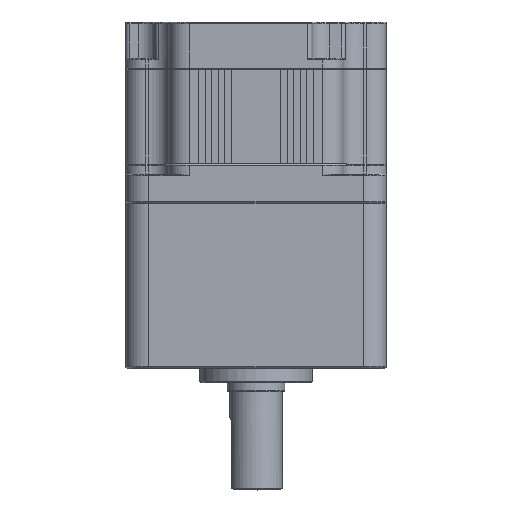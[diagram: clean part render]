
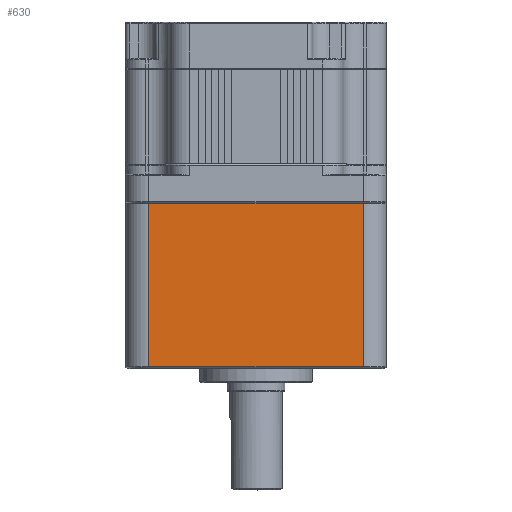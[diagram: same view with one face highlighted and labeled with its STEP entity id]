
A CAD part, top view. The second image highlights one B-rep face of the part: STEP entity #630.
In plain terms, the highlighted planar face has unit normal (0, 0, 1).
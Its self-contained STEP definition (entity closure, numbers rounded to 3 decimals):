
#630 = ADVANCED_FACE( '', ( #1717 ), #1718, .F. );
#1717 = FACE_OUTER_BOUND( '', #3408, .T. );
#1718 = PLANE( '', #3409 );
#3408 = EDGE_LOOP( '', ( #5507, #5508, #5509, #5510 ) );
#3409 = AXIS2_PLACEMENT_3D( '', #5511, #5512, #5513 );
#5507 = ORIENTED_EDGE( '', *, *, #10443, .T. );
#5508 = ORIENTED_EDGE( '', *, *, #10444, .T. );
#5509 = ORIENTED_EDGE( '', *, *, #10445, .T. );
#5510 = ORIENTED_EDGE( '', *, *, #10446, .T. );
#5511 = CARTESIAN_POINT( '', ( 45., -46.5, 45. ) );
#5512 = DIRECTION( '', ( 0., 0., -1. ) );
#5513 = DIRECTION( '', ( 0., -1., 0. ) );
#10443 = EDGE_CURVE( '', #12209, #12210, #12211, .T. );
#10444 = EDGE_CURVE( '', #12210, #12212, #12213, .T. );
#10445 = EDGE_CURVE( '', #12212, #12214, #12215, .T. );
#10446 = EDGE_CURVE( '', #12214, #12209, #12216, .T. );
#12209 = VERTEX_POINT( '', #14781 );
#12210 = VERTEX_POINT( '', #14782 );
#12211 = LINE( '', #14783, #14784 );
#12212 = VERTEX_POINT( '', #14785 );
#12213 = LINE( '', #14786, #14787 );
#12214 = VERTEX_POINT( '', #14788 );
#12215 = LINE( '', #14789, #14790 );
#12216 = LINE( '', #14791, #14792 );
#14781 = CARTESIAN_POINT( '', ( -37., 0., 45. ) );
#14782 = CARTESIAN_POINT( '', ( -37., -56.5, 45. ) );
#14783 = CARTESIAN_POINT( '', ( -37., -46.5, 45. ) );
#14784 = VECTOR( '', #19198, 1000. );
#14785 = CARTESIAN_POINT( '', ( 37., -56.5, 45. ) );
#14786 = CARTESIAN_POINT( '', ( 0., -56.5, 45. ) );
#14787 = VECTOR( '', #19199, 1000. );
#14788 = CARTESIAN_POINT( '', ( 37., 0., 45. ) );
#14789 = CARTESIAN_POINT( '', ( 37., -46.5, 45. ) );
#14790 = VECTOR( '', #19200, 1000. );
#14791 = CARTESIAN_POINT( '', ( 37., 0., 45. ) );
#14792 = VECTOR( '', #19201, 1000. );
#19198 = DIRECTION( '', ( 0., -1., 0. ) );
#19199 = DIRECTION( '', ( 1., 0., 0. ) );
#19200 = DIRECTION( '', ( 0., 1., 0. ) );
#19201 = DIRECTION( '', ( -1., 0., 0. ) );
